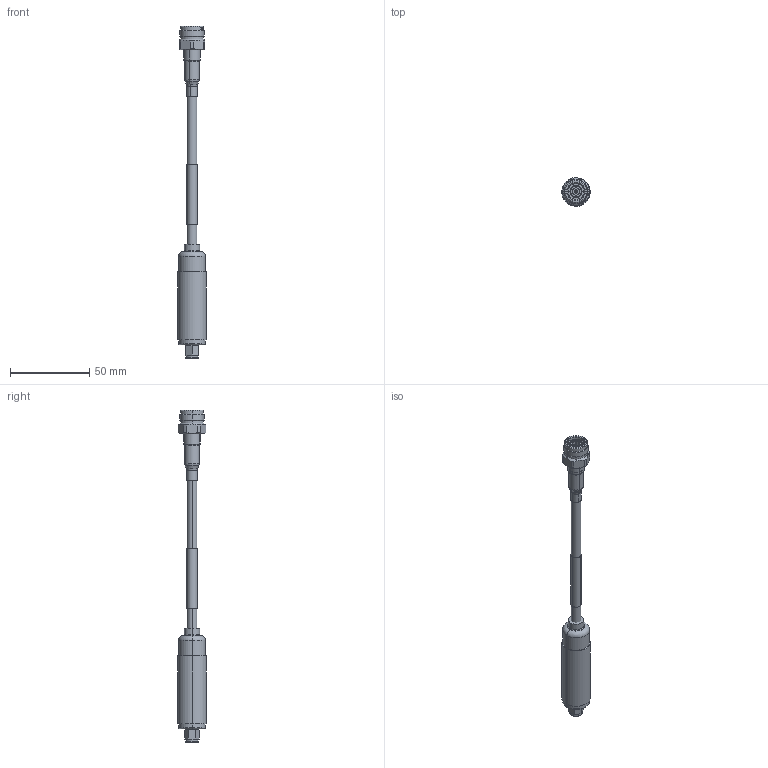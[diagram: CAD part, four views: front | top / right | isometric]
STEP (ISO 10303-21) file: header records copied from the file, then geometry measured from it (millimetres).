
FILE_DESCRIPTION (( 'STEP AP214' ), '1' );
FILE_NAME ('FMC01269-WP_3D.step', '2024-11-14T23:30:44', ( '' ), ( '' ), 'SwSTEP 2.0', 'SolidWorks 2022', '' );
FILE_SCHEMA (( 'AUTOMOTIVE_DESIGN' ));
Length unit declared in the file: inch
Products named in the file (14): TC-240-TM-X_insulator; TC-240-TM-X_c-contact; TC-240-SM-SS-X_ferrule; HeatShrink_EZ-240-TM-X; TC-240-SM-SS-X; 1AW01-003_.242" ID X 1.50; PECB008; FMC01269-WP_3D; LMR-240_默认; TC-240-SM-SS-X_body; TC-240-TM-X; TC-240-TM-X_ferrule; TC-240-TM-X_body; TC-240-SM-SS-X_c-contact
Assembly tree (13 placements, depth 3):
  FMC01269-WP_3D
    1AW01-003_.242" ID X 1.50
    LMR-240_默认
    TC-240-SM-SS-X
      TC-240-SM-SS-X_body
      TC-240-SM-SS-X_c-contact
      TC-240-SM-SS-X_ferrule
    HeatShrink_EZ-240-TM-X
    TC-240-TM-X
      TC-240-TM-X_body
      TC-240-TM-X_c-contact
      TC-240-TM-X_insulator
      TC-240-TM-X_ferrule
    PECB008
Bounding box: 17.97 x 17.97 x 208.97 mm (x, y, z)
Volume: 22708.9 mm3; surface area: 15523.5 mm2
Topology: 11 solids, 11 shells, 481 faces, 1076 edges, 658 vertices
Faces by surface type: cylinder 153, plane 128, cone 124, bspline 50, torus 24, sphere 2
Entity records: 17158 total; most frequent: CARTESIAN_POINT 5973, DIRECTION 2244, ORIENTED_EDGE 2148, EDGE_CURVE 1074, AXIS2_PLACEMENT_3D 931, VERTEX_POINT 658, EDGE_LOOP 540, CIRCLE 482
